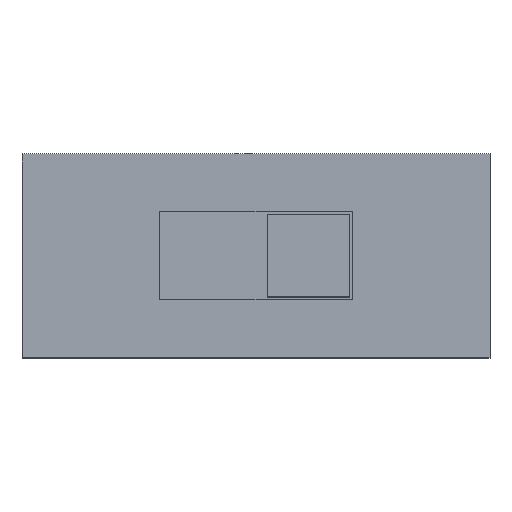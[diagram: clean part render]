
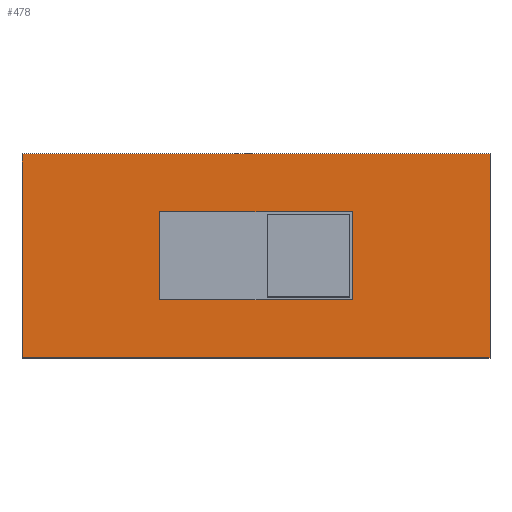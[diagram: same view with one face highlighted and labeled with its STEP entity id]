
A CAD part, top view. The second image highlights one B-rep face of the part: STEP entity #478.
In plain terms, the highlighted planar face has unit normal (0, 0, 1).
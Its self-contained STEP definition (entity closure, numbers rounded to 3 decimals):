
#43=FACE_BOUND('',#82,.T.);
#54=FACE_OUTER_BOUND('',#81,.T.);
#81=EDGE_LOOP('',(#355,#356,#357,#358));
#82=EDGE_LOOP('',(#359,#360,#361,#362));
#105=LINE('',#771,#165);
#108=LINE('',#777,#168);
#111=LINE('',#783,#171);
#114=LINE('',#787,#174);
#117=LINE('',#795,#177);
#120=LINE('',#801,#180);
#123=LINE('',#807,#183);
#126=LINE('',#811,#186);
#165=VECTOR('',#638,10.);
#168=VECTOR('',#643,10.);
#171=VECTOR('',#648,10.);
#174=VECTOR('',#653,10.);
#177=VECTOR('',#658,10.);
#180=VECTOR('',#663,10.);
#183=VECTOR('',#668,10.);
#186=VECTOR('',#673,10.);
#225=VERTEX_POINT('',#768);
#226=VERTEX_POINT('',#770);
#228=VERTEX_POINT('',#776);
#230=VERTEX_POINT('',#782);
#233=VERTEX_POINT('',#792);
#234=VERTEX_POINT('',#794);
#236=VERTEX_POINT('',#800);
#238=VERTEX_POINT('',#806);
#265=EDGE_CURVE('',#226,#225,#105,.T.);
#268=EDGE_CURVE('',#228,#226,#108,.T.);
#271=EDGE_CURVE('',#230,#228,#111,.T.);
#274=EDGE_CURVE('',#225,#230,#114,.T.);
#277=EDGE_CURVE('',#234,#233,#117,.T.);
#280=EDGE_CURVE('',#236,#234,#120,.T.);
#283=EDGE_CURVE('',#238,#236,#123,.T.);
#286=EDGE_CURVE('',#233,#238,#126,.T.);
#355=ORIENTED_EDGE('',*,*,#286,.T.);
#356=ORIENTED_EDGE('',*,*,#283,.T.);
#357=ORIENTED_EDGE('',*,*,#280,.T.);
#358=ORIENTED_EDGE('',*,*,#277,.T.);
#359=ORIENTED_EDGE('',*,*,#274,.T.);
#360=ORIENTED_EDGE('',*,*,#271,.T.);
#361=ORIENTED_EDGE('',*,*,#268,.T.);
#362=ORIENTED_EDGE('',*,*,#265,.T.);
#451=PLANE('',#604);
#478=ADVANCED_FACE('',(#54,#43),#451,.T.);
#604=AXIS2_PLACEMENT_3D('',#812,#674,#675);
#638=DIRECTION('',(1.,0.,0.));
#643=DIRECTION('',(0.,1.,0.));
#648=DIRECTION('',(-1.,0.,0.));
#653=DIRECTION('',(0.,-1.,0.));
#658=DIRECTION('',(1.,0.,0.));
#663=DIRECTION('',(0.,-1.,0.));
#668=DIRECTION('',(-1.,0.,0.));
#673=DIRECTION('',(0.,1.,0.));
#674=DIRECTION('center_axis',(0.,0.,1.));
#675=DIRECTION('ref_axis',(1.,0.,0.));
#768=CARTESIAN_POINT('',(6.,2.65,3.5));
#770=CARTESIAN_POINT('',(2.5,2.65,3.5));
#771=CARTESIAN_POINT('',(2.5,2.65,3.5));
#776=CARTESIAN_POINT('',(2.5,1.05,3.5));
#777=CARTESIAN_POINT('',(2.5,1.05,3.5));
#782=CARTESIAN_POINT('',(6.,1.05,3.5));
#783=CARTESIAN_POINT('',(6.,1.05,3.5));
#787=CARTESIAN_POINT('',(6.,2.65,3.5));
#792=CARTESIAN_POINT('',(8.5,0.,3.5));
#794=CARTESIAN_POINT('',(0.,0.,3.5));
#795=CARTESIAN_POINT('',(0.,0.,3.5));
#800=CARTESIAN_POINT('',(0.,3.7,3.5));
#801=CARTESIAN_POINT('',(0.,3.7,3.5));
#806=CARTESIAN_POINT('',(8.5,3.7,3.5));
#807=CARTESIAN_POINT('',(8.5,3.7,3.5));
#811=CARTESIAN_POINT('',(8.5,0.,3.5));
#812=CARTESIAN_POINT('Origin',(4.25,1.85,3.5));
